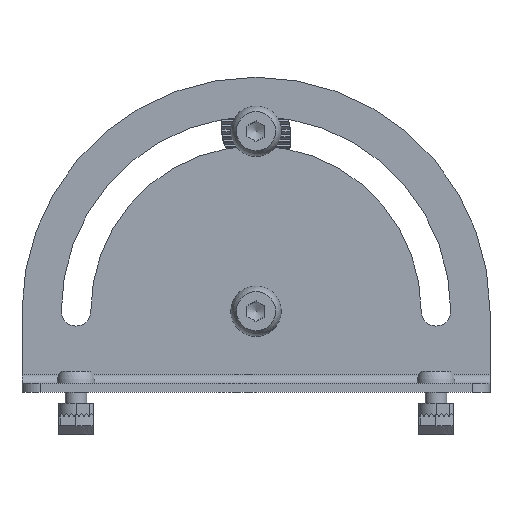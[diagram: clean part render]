
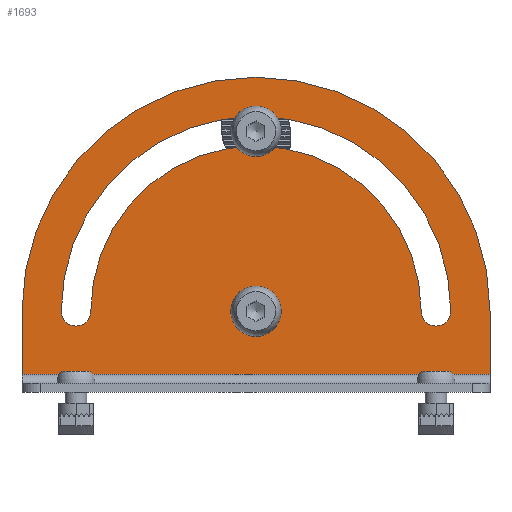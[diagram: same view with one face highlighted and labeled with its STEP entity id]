
A CAD part, front view. The second image highlights one B-rep face of the part: STEP entity #1693.
In plain terms, the highlighted face is planar.
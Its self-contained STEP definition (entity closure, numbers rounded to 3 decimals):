
#1693=ADVANCED_FACE('',(#2115,#2116,#2117),#2118,.F.);
#2115=FACE_OUTER_BOUND('',#2603,.T.);
#2116=FACE_BOUND('',#2604,.T.);
#2117=FACE_BOUND('',#2605,.T.);
#2118=PLANE('',#2606);
#2603=EDGE_LOOP('',(#4249,#4250,#4251,#4252));
#2604=EDGE_LOOP('',(#4253,#4254,#4255,#4256));
#2605=EDGE_LOOP('',(#4257));
#2606=AXIS2_PLACEMENT_3D('',#4258,#4259,#4260);
#4249=ORIENTED_EDGE('',*,*,#4929,.T.);
#4250=ORIENTED_EDGE('',*,*,#4921,.T.);
#4251=ORIENTED_EDGE('',*,*,#4930,.F.);
#4252=ORIENTED_EDGE('',*,*,#4931,.F.);
#4253=ORIENTED_EDGE('',*,*,#4910,.F.);
#4254=ORIENTED_EDGE('',*,*,#4932,.F.);
#4255=ORIENTED_EDGE('',*,*,#4933,.F.);
#4256=ORIENTED_EDGE('',*,*,#4914,.T.);
#4257=ORIENTED_EDGE('',*,*,#4900,.F.);
#4258=CARTESIAN_POINT('',(-87.5,65.0,2.5));
#4259=DIRECTION('',(0.0,0.0,-1.0));
#4260=DIRECTION('',(0.0,-1.0,0.0));
#4900=EDGE_CURVE('',#5816,#5816,#5817,.T.);
#4910=EDGE_CURVE('',#5836,#5837,#5838,.T.);
#4914=EDGE_CURVE('',#5844,#5837,#5845,.T.);
#4921=EDGE_CURVE('',#5858,#5856,#5859,.T.);
#4929=EDGE_CURVE('',#5873,#5858,#5874,.T.);
#4930=EDGE_CURVE('',#5875,#5856,#5876,.T.);
#4931=EDGE_CURVE('',#5873,#5875,#5877,.T.);
#4932=EDGE_CURVE('',#5878,#5836,#5879,.T.);
#4933=EDGE_CURVE('',#5844,#5878,#5880,.T.);
#5816=VERTEX_POINT('',#7324);
#5817=CIRCLE('',#7325,4.05);
#5836=VERTEX_POINT('',#7348);
#5837=VERTEX_POINT('',#7349);
#5838=CIRCLE('',#7350,4.1);
#5844=VERTEX_POINT('',#7358);
#5845=CIRCLE('',#7359,45.9);
#5856=VERTEX_POINT('',#7374);
#5858=VERTEX_POINT('',#7376);
#5859=LINE('',#7377,#7378);
#5873=VERTEX_POINT('',#7398);
#5874=CIRCLE('',#7399,65.0);
#5875=VERTEX_POINT('',#7400);
#5876=LINE('',#7401,#7402);
#5877=LINE('',#7403,#7404);
#5878=VERTEX_POINT('',#7405);
#5879=CIRCLE('',#7406,54.1);
#5880=CIRCLE('',#7407,4.1);
#7324=CARTESIAN_POINT('',(-26.55,0.0,2.5));
#7325=AXIS2_PLACEMENT_3D('',#8276,#8277,#8278);
#7348=CARTESIAN_POINT('',(-22.5,-54.1,2.5));
#7349=CARTESIAN_POINT('',(-22.5,-45.9,2.5));
#7350=AXIS2_PLACEMENT_3D('',#8298,#8299,#8300);
#7358=CARTESIAN_POINT('',(-22.5,45.9,2.5));
#7359=AXIS2_PLACEMENT_3D('',#8306,#8307,#8308);
#7374=CARTESIAN_POINT('',(-5.0,-65.0,2.5));
#7376=CARTESIAN_POINT('',(-22.5,-65.0,2.5));
#7377=CARTESIAN_POINT('',(-87.5,-65.0,2.5));
#7378=VECTOR('',#8319,1.0);
#7398=CARTESIAN_POINT('',(-22.5,65.0,2.5));
#7399=AXIS2_PLACEMENT_3D('',#8329,#8330,#8331);
#7400=CARTESIAN_POINT('',(-5.0,65.0,2.5));
#7401=CARTESIAN_POINT('',(-5.0,65.0,2.5));
#7402=VECTOR('',#8332,1.0);
#7403=CARTESIAN_POINT('',(-87.5,65.0,2.5));
#7404=VECTOR('',#8333,1.0);
#7405=CARTESIAN_POINT('',(-22.5,54.1,2.5));
#7406=AXIS2_PLACEMENT_3D('',#8334,#8335,#8336);
#7407=AXIS2_PLACEMENT_3D('',#8337,#8338,#8339);
#8276=CARTESIAN_POINT('',(-22.5,0.0,2.5));
#8277=DIRECTION('',(0.0,0.0,1.0));
#8278=DIRECTION('',(-1.0,0.0,0.0));
#8298=CARTESIAN_POINT('',(-22.5,-50.0,2.5));
#8299=DIRECTION('',(0.0,0.0,1.0));
#8300=DIRECTION('',(-1.0,0.0,0.0));
#8306=CARTESIAN_POINT('',(-22.5,0.,2.5));
#8307=DIRECTION('',(0.0,0.0,1.0));
#8308=DIRECTION('',(-1.0,0.0,0.0));
#8319=DIRECTION('',(1.0,0.0,0.0));
#8329=CARTESIAN_POINT('',(-22.5,0.,2.5));
#8330=DIRECTION('',(0.0,0.0,1.0));
#8331=DIRECTION('',(-1.0,0.0,0.0));
#8332=DIRECTION('',(0.0,-1.0,0.0));
#8333=DIRECTION('',(1.0,0.0,0.0));
#8334=CARTESIAN_POINT('',(-22.5,0.,2.5));
#8335=DIRECTION('',(0.0,0.0,1.0));
#8336=DIRECTION('',(-1.0,0.0,0.0));
#8337=CARTESIAN_POINT('',(-22.5,50.0,2.5));
#8338=DIRECTION('',(0.0,0.0,1.0));
#8339=DIRECTION('',(-1.0,0.0,0.0));
